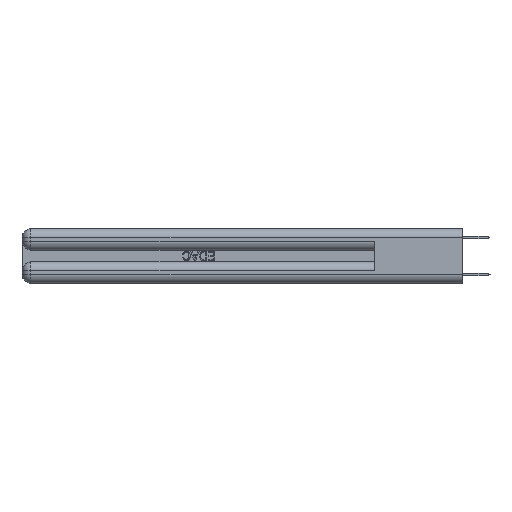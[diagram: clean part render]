
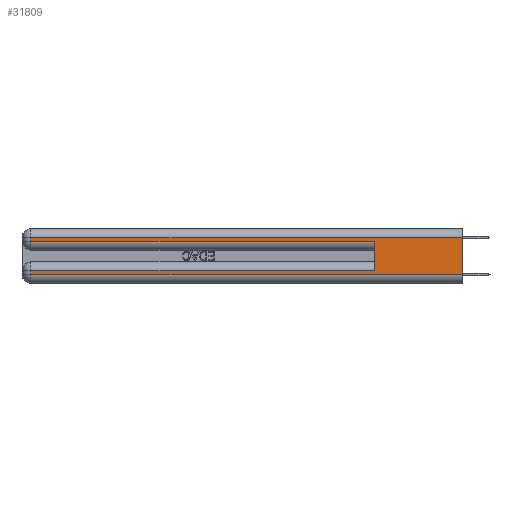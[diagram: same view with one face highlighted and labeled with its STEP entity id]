
A CAD part, left-side view. The second image highlights one B-rep face of the part: STEP entity #31809.
In plain terms, the highlighted planar face has unit normal (-1, 0, 0).
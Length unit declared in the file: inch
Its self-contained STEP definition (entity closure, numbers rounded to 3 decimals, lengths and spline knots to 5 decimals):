
#158 = VECTOR ( 'NONE', #7497, 39.37008 ) ;
#211 = VECTOR ( 'NONE', #13838, 39.37008 ) ;
#346 = CARTESIAN_POINT ( 'NONE',  ( 0., 2.94, 0.06 ) ) ;
#1057 = CARTESIAN_POINT ( 'NONE',  ( 0., 0., 0.06 ) ) ;
#1096 = ORIENTED_EDGE ( 'NONE', *, *, #1998, .T. ) ;
#1150 = LINE ( 'NONE', #31035, #3915 ) ;
#1612 = DIRECTION ( 'NONE',  ( 0., 0., -1. ) ) ;
#1998 = EDGE_CURVE ( 'NONE', #26724, #4604, #24361, .T. ) ;
#2261 = ORIENTED_EDGE ( 'NONE', *, *, #19945, .T. ) ;
#3198 = EDGE_CURVE ( 'NONE', #23451, #31811, #8060, .T. ) ;
#3692 = VECTOR ( 'NONE', #1612, 39.37008 ) ;
#3915 = VECTOR ( 'NONE', #16145, 39.37008 ) ;
#3930 = EDGE_CURVE ( 'NONE', #31811, #26724, #4504, .T. ) ;
#4307 = CARTESIAN_POINT ( 'NONE',  ( 0., 2.94, 0.085 ) ) ;
#4504 = LINE ( 'NONE', #21393, #3692 ) ;
#4604 = VERTEX_POINT ( 'NONE', #1057 ) ;
#5356 = LINE ( 'NONE', #26266, #211 ) ;
#6582 = VECTOR ( 'NONE', #24244, 39.37008 ) ;
#7360 = EDGE_LOOP ( 'NONE', ( #17556, #2261, #12553, #14221, #9378, #13927, #23037, #1096 ) ) ;
#7497 = DIRECTION ( 'NONE',  ( 0., 0., -1. ) ) ;
#7589 = EDGE_CURVE ( 'NONE', #23451, #29085, #28392, .T. ) ;
#7634 = CARTESIAN_POINT ( 'NONE',  ( 0., 0.6, 0.145 ) ) ;
#8060 = LINE ( 'NONE', #11481, #19925 ) ;
#9378 = ORIENTED_EDGE ( 'NONE', *, *, #7589, .F. ) ;
#9924 = EDGE_CURVE ( 'NONE', #18742, #29085, #5356, .T. ) ;
#10423 = DIRECTION ( 'NONE',  ( 0., 0., 1. ) ) ;
#11239 = LINE ( 'NONE', #22632, #158 ) ;
#11481 = CARTESIAN_POINT ( 'NONE',  ( 0., 0., 0.085 ) ) ;
#12553 = ORIENTED_EDGE ( 'NONE', *, *, #29606, .T. ) ;
#12873 = AXIS2_PLACEMENT_3D ( 'NONE', #13928, #31591, #16581 ) ;
#13838 = DIRECTION ( 'NONE',  ( 0., -1., 0. ) ) ;
#13927 = ORIENTED_EDGE ( 'NONE', *, *, #3198, .T. ) ;
#13928 = CARTESIAN_POINT ( 'NONE',  ( 0., 0., 0.37 ) ) ;
#14221 = ORIENTED_EDGE ( 'NONE', *, *, #9924, .T. ) ;
#15088 = VECTOR ( 'NONE', #17238, 39.37008 ) ;
#15350 = CARTESIAN_POINT ( 'NONE',  ( 0., 0., 0.31 ) ) ;
#16145 = DIRECTION ( 'NONE',  ( 0., 1., 0. ) ) ;
#16450 = DIRECTION ( 'NONE',  ( 0., 1., 0. ) ) ;
#16581 = DIRECTION ( 'NONE',  ( 0., 0., -1. ) ) ;
#17238 = DIRECTION ( 'NONE',  ( 0., 0., -1. ) ) ;
#17556 = ORIENTED_EDGE ( 'NONE', *, *, #31953, .F. ) ;
#18742 = VERTEX_POINT ( 'NONE', #23999 ) ;
#19925 = VECTOR ( 'NONE', #16450, 39.37008 ) ;
#19945 = EDGE_CURVE ( 'NONE', #21980, #28431, #1150, .T. ) ;
#21393 = CARTESIAN_POINT ( 'NONE',  ( 0., 2.94, 0.37 ) ) ;
#21980 = VERTEX_POINT ( 'NONE', #15350 ) ;
#22246 = CARTESIAN_POINT ( 'NONE',  ( 0., 2.94, 0.31 ) ) ;
#22632 = CARTESIAN_POINT ( 'NONE',  ( 0., 2.94, 0.37 ) ) ;
#22752 = CARTESIAN_POINT ( 'NONE',  ( 0., 0.6, 0.285 ) ) ;
#23037 = ORIENTED_EDGE ( 'NONE', *, *, #3930, .T. ) ;
#23451 = VERTEX_POINT ( 'NONE', #24231 ) ;
#23999 = CARTESIAN_POINT ( 'NONE',  ( 0., 2.94, 0.285 ) ) ;
#24231 = CARTESIAN_POINT ( 'NONE',  ( 0., 0.6, 0.085 ) ) ;
#24244 = DIRECTION ( 'NONE',  ( 0., -1., 0. ) ) ;
#24361 = LINE ( 'NONE', #31344, #6582 ) ;
#24511 = LINE ( 'NONE', #24912, #15088 ) ;
#24818 = VECTOR ( 'NONE', #10423, 39.37008 ) ;
#24912 = CARTESIAN_POINT ( 'NONE',  ( 0., 0., 0.37 ) ) ;
#26266 = CARTESIAN_POINT ( 'NONE',  ( 0., 0., 0.285 ) ) ;
#26484 = PLANE ( 'NONE',  #12873 ) ;
#26724 = VERTEX_POINT ( 'NONE', #346 ) ;
#28392 = LINE ( 'NONE', #7634, #24818 ) ;
#28431 = VERTEX_POINT ( 'NONE', #22246 ) ;
#29085 = VERTEX_POINT ( 'NONE', #22752 ) ;
#29275 = FACE_OUTER_BOUND ( 'NONE', #7360, .T. ) ;
#29606 = EDGE_CURVE ( 'NONE', #28431, #18742, #11239, .T. ) ;
#31035 = CARTESIAN_POINT ( 'NONE',  ( 0., 0., 0.31 ) ) ;
#31344 = CARTESIAN_POINT ( 'NONE',  ( 0., 0., 0.06 ) ) ;
#31591 = DIRECTION ( 'NONE',  ( 1., 0., 0. ) ) ;
#31809 = ADVANCED_FACE ( 'NONE', ( #29275 ), #26484, .F. ) ;
#31811 = VERTEX_POINT ( 'NONE', #4307 ) ;
#31953 = EDGE_CURVE ( 'NONE', #21980, #4604, #24511, .T. ) ;
